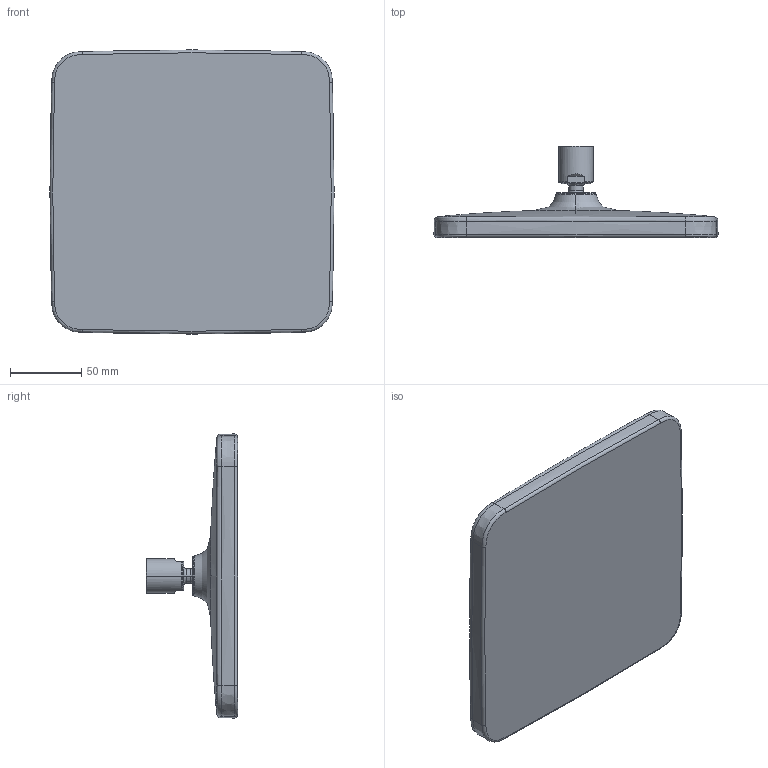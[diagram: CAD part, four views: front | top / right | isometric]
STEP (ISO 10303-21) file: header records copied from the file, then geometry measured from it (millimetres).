
FILE_DESCRIPTION (( 'STEP AP203' ), '1' );
FILE_NAME ('232090(2021)+44740200(2021).STEP', '2020-12-11T09:17:31', ( '' ), ( '' ), 'SwSTEP 2.0', 'SolidWorks 2016', '' );
FILE_SCHEMA (( 'CONFIG_CONTROL_DESIGN' ));
Length unit declared in the file: millimetre
Products named in the file (1): 232090(2021)+44740200(2021)
Bounding box: 200 x 64.3 x 200 mm (x, y, z)
Volume: 672781.9 mm3; surface area: 91410.1 mm2
Topology: 1 solids, 1 shells, 60 faces, 137 edges, 82 vertices
Faces by surface type: bspline 42, plane 8, cone 6, cylinder 4
Entity records: 10497 total; most frequent: CARTESIAN_POINT 9360, ORIENTED_EDGE 274, EDGE_CURVE 137, DIRECTION 132, VERTEX_POINT 82, B_SPLINE_CURVE_WITH_KNOTS 76, EDGE_LOOP 63, ADVANCED_FACE 60
